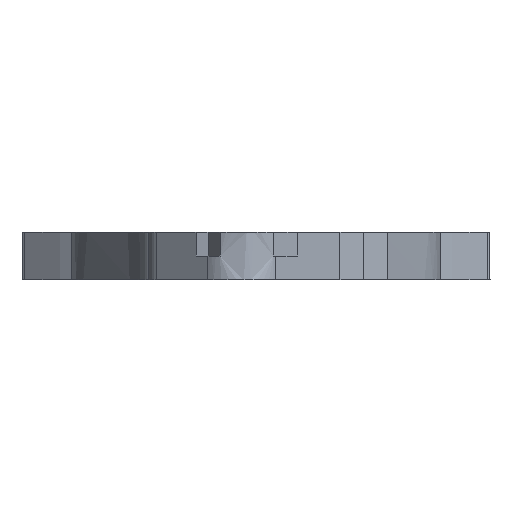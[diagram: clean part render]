
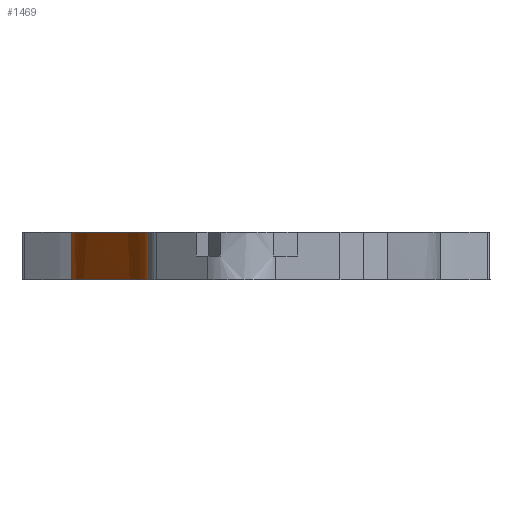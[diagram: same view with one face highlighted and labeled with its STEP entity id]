
A CAD part, front view. The second image highlights one B-rep face of the part: STEP entity #1469.
In plain terms, the highlighted free-form (B-spline) face has degree [4, 1] with [7, 2] control points.
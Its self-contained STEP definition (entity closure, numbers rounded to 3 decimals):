
#463 = VERTEX_POINT('',#464);
#464 = CARTESIAN_POINT('',(-6.389,13.075,1.069
    ));
#470 = EDGE_CURVE('',#463,#471,#473,.T.);
#471 = VERTEX_POINT('',#472);
#472 = CARTESIAN_POINT('',(-4.274,0.,1.069));
#473 = B_SPLINE_CURVE_WITH_KNOTS('',4,(#474,#475,#476,#477,#478,#479,
    #480),.UNSPECIFIED.,.F.,.F.,(5,1,1,5),(0.,0.352,
    0.602,1.),.UNSPECIFIED.);
#474 = CARTESIAN_POINT('',(-6.389,13.075,1.069
    ));
#475 = CARTESIAN_POINT('',(-5.461,12.488,1.069
    ));
#476 = CARTESIAN_POINT('',(-7.468,10.296,1.069
    ));
#477 = CARTESIAN_POINT('',(-8.643,6.462,1.069)
  );
#478 = CARTESIAN_POINT('',(-5.705,3.937,1.069)
  );
#479 = CARTESIAN_POINT('',(-4.274,1.218,1.069)
  );
#480 = CARTESIAN_POINT('',(-4.274,0.,
    1.069));
#697 = VERTEX_POINT('',#698);
#698 = CARTESIAN_POINT('',(-6.389,13.075,
    -1.069));
#704 = EDGE_CURVE('',#697,#463,#705,.T.);
#705 = B_SPLINE_CURVE_WITH_KNOTS('',1,(#706,#707),.UNSPECIFIED.,.F.,.F.,
  (2,2),(-1.,1.),.PIECEWISE_BEZIER_KNOTS.);
#706 = CARTESIAN_POINT('',(-6.389,13.075,
    -1.069));
#707 = CARTESIAN_POINT('',(-6.389,13.075,1.069
    ));
#737 = VERTEX_POINT('',#738);
#738 = CARTESIAN_POINT('',(-4.274,0.,-1.069));
#743 = EDGE_CURVE('',#737,#697,#744,.T.);
#744 = B_SPLINE_CURVE_WITH_KNOTS('',4,(#745,#746,#747,#748,#749,#750,
    #751),.UNSPECIFIED.,.F.,.F.,(5,1,1,5),(-1.,-0.602,
    -0.352,0.),.UNSPECIFIED.);
#745 = CARTESIAN_POINT('',(-4.274,0.,
    -1.069));
#746 = CARTESIAN_POINT('',(-4.274,1.218,-1.069)
  );
#747 = CARTESIAN_POINT('',(-5.705,3.937,-1.069
    ));
#748 = CARTESIAN_POINT('',(-8.643,6.462,-1.069
    ));
#749 = CARTESIAN_POINT('',(-7.468,10.296,
    -1.069));
#750 = CARTESIAN_POINT('',(-5.461,12.488,
    -1.069));
#751 = CARTESIAN_POINT('',(-6.389,13.075,
    -1.069));
#1469 = ADVANCED_FACE('',(#1470),#1480,.T.);
#1470 = FACE_BOUND('',#1471,.T.);
#1471 = EDGE_LOOP('',(#1472,#1477,#1478,#1479));
#1472 = ORIENTED_EDGE('',*,*,#1473,.F.);
#1473 = EDGE_CURVE('',#471,#737,#1474,.T.);
#1474 = B_SPLINE_CURVE_WITH_KNOTS('',1,(#1475,#1476),.UNSPECIFIED.,.F.,
  .F.,(2,2),(-1.,1.),.PIECEWISE_BEZIER_KNOTS.);
#1475 = CARTESIAN_POINT('',(-4.274,0.,1.069));
#1476 = CARTESIAN_POINT('',(-4.274,0.,-1.069));
#1477 = ORIENTED_EDGE('',*,*,#470,.F.);
#1478 = ORIENTED_EDGE('',*,*,#704,.F.);
#1479 = ORIENTED_EDGE('',*,*,#743,.F.);
#1480 = B_SPLINE_SURFACE_WITH_KNOTS('',4,1,(
    (#1481,#1482)
    ,(#1483,#1484)
    ,(#1485,#1486)
    ,(#1487,#1488)
    ,(#1489,#1490)
    ,(#1491,#1492)
    ,(#1493,#1494
    )),.UNSPECIFIED.,.F.,.F.,.F.,(5,1,1,5),(2,2),(0.,0.352,
    0.602,1.),(-0.1,0.1),.UNSPECIFIED.);
#1481 = CARTESIAN_POINT('',(-6.389,13.075,
    -1.069));
#1482 = CARTESIAN_POINT('',(-6.389,13.075,
    1.069));
#1483 = CARTESIAN_POINT('',(-5.461,12.488,
    -1.069));
#1484 = CARTESIAN_POINT('',(-5.461,12.488,
    1.069));
#1485 = CARTESIAN_POINT('',(-7.468,10.296,
    -1.069));
#1486 = CARTESIAN_POINT('',(-7.468,10.296,
    1.069));
#1487 = CARTESIAN_POINT('',(-8.643,6.462,
    -1.069));
#1488 = CARTESIAN_POINT('',(-8.643,6.462,1.069
    ));
#1489 = CARTESIAN_POINT('',(-5.705,3.937,
    -1.069));
#1490 = CARTESIAN_POINT('',(-5.705,3.937,1.069
    ));
#1491 = CARTESIAN_POINT('',(-4.274,1.218,-1.069
    ));
#1492 = CARTESIAN_POINT('',(-4.274,1.218,1.069)
  );
#1493 = CARTESIAN_POINT('',(-4.274,0.,
    -1.069));
#1494 = CARTESIAN_POINT('',(-4.274,0.,
    1.069));
